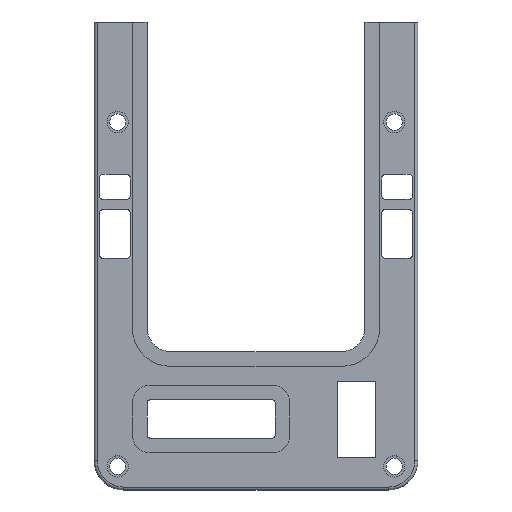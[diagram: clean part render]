
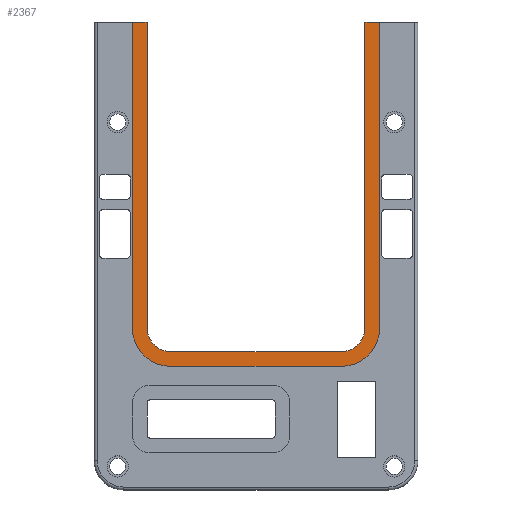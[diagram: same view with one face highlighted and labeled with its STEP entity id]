
A CAD part, top view. The second image highlights one B-rep face of the part: STEP entity #2367.
In plain terms, the highlighted planar face has unit normal (0, 0, 1).
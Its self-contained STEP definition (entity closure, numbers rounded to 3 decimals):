
#103=CIRCLE('',#2516,13.);
#104=CIRCLE('',#2517,13.);
#105=CIRCLE('',#2518,8.);
#106=CIRCLE('',#2519,8.);
#214=FACE_OUTER_BOUND('',#346,.T.);
#346=EDGE_LOOP('',(#1593,#1594,#1595,#1596,#1597,#1598,#1599,#1600,#1601,
#1602,#1603,#1604));
#505=LINE('',#3485,#750);
#511=LINE('',#3497,#756);
#512=LINE('',#3500,#757);
#515=LINE('',#3506,#760);
#516=LINE('',#3510,#761);
#517=LINE('',#3513,#762);
#518=LINE('',#3515,#763);
#519=LINE('',#3519,#764);
#750=VECTOR('',#2757,10.);
#756=VECTOR('',#2765,10.);
#757=VECTOR('',#2768,10.);
#760=VECTOR('',#2773,10.);
#761=VECTOR('',#2776,10.);
#762=VECTOR('',#2779,10.);
#763=VECTOR('',#2780,10.);
#764=VECTOR('',#2783,10.);
#994=VERTEX_POINT('',#3481);
#996=VERTEX_POINT('',#3484);
#999=VERTEX_POINT('',#3491);
#1001=VERTEX_POINT('',#3495);
#1002=VERTEX_POINT('',#3499);
#1004=VERTEX_POINT('',#3505);
#1005=VERTEX_POINT('',#3507);
#1006=VERTEX_POINT('',#3509);
#1007=VERTEX_POINT('',#3511);
#1008=VERTEX_POINT('',#3514);
#1009=VERTEX_POINT('',#3516);
#1010=VERTEX_POINT('',#3518);
#1229=EDGE_CURVE('',#996,#994,#505,.T.);
#1235=EDGE_CURVE('',#999,#1001,#511,.T.);
#1236=EDGE_CURVE('',#1002,#996,#512,.T.);
#1239=EDGE_CURVE('',#1004,#994,#515,.T.);
#1240=EDGE_CURVE('',#1004,#1005,#103,.T.);
#1241=EDGE_CURVE('',#1006,#1005,#516,.T.);
#1242=EDGE_CURVE('',#1006,#1007,#104,.T.);
#1243=EDGE_CURVE('',#999,#1007,#517,.T.);
#1244=EDGE_CURVE('',#1001,#1008,#518,.T.);
#1245=EDGE_CURVE('',#1008,#1009,#105,.T.);
#1246=EDGE_CURVE('',#1009,#1010,#519,.T.);
#1247=EDGE_CURVE('',#1010,#1002,#106,.T.);
#1593=ORIENTED_EDGE('',*,*,#1229,.T.);
#1594=ORIENTED_EDGE('',*,*,#1239,.F.);
#1595=ORIENTED_EDGE('',*,*,#1240,.T.);
#1596=ORIENTED_EDGE('',*,*,#1241,.F.);
#1597=ORIENTED_EDGE('',*,*,#1242,.T.);
#1598=ORIENTED_EDGE('',*,*,#1243,.F.);
#1599=ORIENTED_EDGE('',*,*,#1235,.T.);
#1600=ORIENTED_EDGE('',*,*,#1244,.T.);
#1601=ORIENTED_EDGE('',*,*,#1245,.T.);
#1602=ORIENTED_EDGE('',*,*,#1246,.T.);
#1603=ORIENTED_EDGE('',*,*,#1247,.T.);
#1604=ORIENTED_EDGE('',*,*,#1236,.T.);
#2290=PLANE('',#2515);
#2367=ADVANCED_FACE('',(#214),#2290,.T.);
#2515=AXIS2_PLACEMENT_3D('',#3504,#2771,#2772);
#2516=AXIS2_PLACEMENT_3D('',#3508,#2774,#2775);
#2517=AXIS2_PLACEMENT_3D('',#3512,#2777,#2778);
#2518=AXIS2_PLACEMENT_3D('',#3517,#2781,#2782);
#2519=AXIS2_PLACEMENT_3D('',#3520,#2784,#2785);
#2757=DIRECTION('',(-1.,0.,0.));
#2765=DIRECTION('',(-1.,0.,0.));
#2768=DIRECTION('',(0.,1.,0.));
#2771=DIRECTION('center_axis',(0.,0.,1.));
#2772=DIRECTION('ref_axis',(-1.,0.,0.));
#2773=DIRECTION('',(0.,1.,0.));
#2774=DIRECTION('center_axis',(0.,0.,1.));
#2775=DIRECTION('ref_axis',(-1.,0.,0.));
#2776=DIRECTION('',(-1.,0.,0.));
#2777=DIRECTION('center_axis',(0.,0.,1.));
#2778=DIRECTION('ref_axis',(0.,-1.,0.));
#2779=DIRECTION('',(0.,-1.,0.));
#2780=DIRECTION('',(0.,-1.,0.));
#2781=DIRECTION('center_axis',(0.,0.,-1.));
#2782=DIRECTION('ref_axis',(0.,-1.,0.));
#2783=DIRECTION('',(-1.,0.,0.));
#2784=DIRECTION('center_axis',(0.,0.,-1.));
#2785=DIRECTION('ref_axis',(-1.,0.,0.));
#3481=CARTESIAN_POINT('',(-3.,114.,20.));
#3484=CARTESIAN_POINT('',(2.,114.,20.));
#3485=CARTESIAN_POINT('',(39.,114.,20.));
#3491=CARTESIAN_POINT('',(81.,114.,20.));
#3495=CARTESIAN_POINT('',(76.,114.,20.));
#3497=CARTESIAN_POINT('',(39.,114.,20.));
#3499=CARTESIAN_POINT('',(2.,10.,20.));
#3500=CARTESIAN_POINT('',(2.,10.,20.));
#3504=CARTESIAN_POINT('Origin',(39.,80.,20.));
#3505=CARTESIAN_POINT('',(-3.,10.,20.));
#3506=CARTESIAN_POINT('',(-3.,10.,20.));
#3507=CARTESIAN_POINT('',(10.,-3.,20.));
#3508=CARTESIAN_POINT('Origin',(10.,10.,20.));
#3509=CARTESIAN_POINT('',(68.,-3.,20.));
#3510=CARTESIAN_POINT('',(68.,-3.,20.));
#3511=CARTESIAN_POINT('',(81.,10.,20.));
#3512=CARTESIAN_POINT('Origin',(68.,10.,20.));
#3513=CARTESIAN_POINT('',(81.,150.,20.));
#3514=CARTESIAN_POINT('',(76.,10.,20.));
#3515=CARTESIAN_POINT('',(76.,150.,20.));
#3516=CARTESIAN_POINT('',(68.,2.,20.));
#3517=CARTESIAN_POINT('Origin',(68.,10.,20.));
#3518=CARTESIAN_POINT('',(10.,2.,20.));
#3519=CARTESIAN_POINT('',(68.,2.,20.));
#3520=CARTESIAN_POINT('Origin',(10.,10.,20.));
